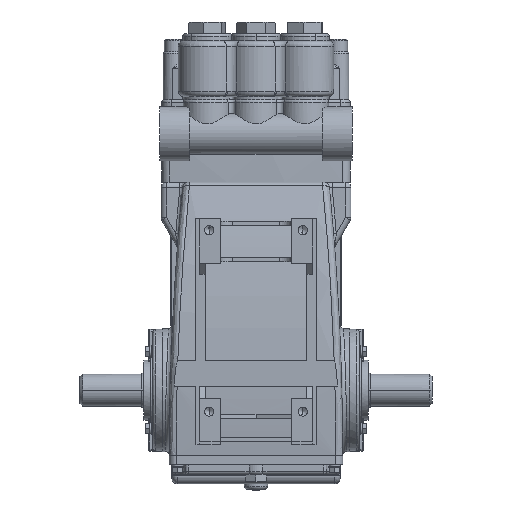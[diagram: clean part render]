
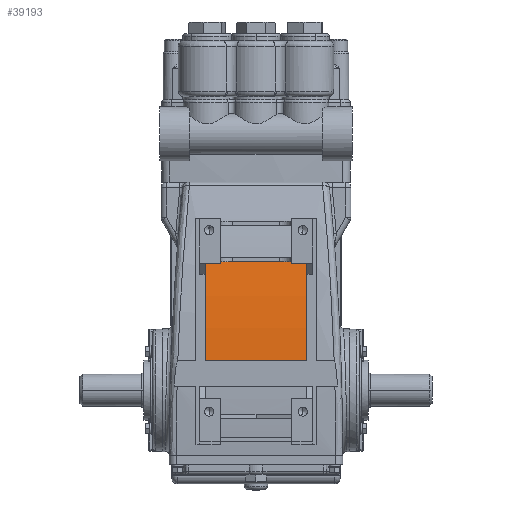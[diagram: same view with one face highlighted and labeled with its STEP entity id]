
A CAD part, front view. The second image highlights one B-rep face of the part: STEP entity #39193.
In plain terms, the highlighted cylindrical face has radius 634.291 mm (diameter 1268.58 mm), a partial arc.
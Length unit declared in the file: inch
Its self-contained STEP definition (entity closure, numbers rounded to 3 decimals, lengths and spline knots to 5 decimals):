
#1024 = VERTEX_POINT ( 'NONE', #11055 ) ;
#3954 = ORIENTED_EDGE ( 'NONE', *, *, #71504, .F. ) ;
#5301 = ORIENTED_EDGE ( 'NONE', *, *, #42542, .F. ) ;
#7326 = CARTESIAN_POINT ( 'NONE',  ( 1.38175, -1.8164, 4.68 ) ) ;
#8570 = CIRCLE ( 'NONE', #45808, 24.97208 ) ;
#9250 = CARTESIAN_POINT ( 'NONE',  ( 1.38175, -2.22423, 1.08774 ) ) ;
#11055 = CARTESIAN_POINT ( 'NONE',  ( -1.80725, -1.80696, 4.73 ) ) ;
#11301 = EDGE_CURVE ( 'NONE', #1024, #68570, #74315, .T. ) ;
#11632 = CARTESIAN_POINT ( 'NONE',  ( 0.82075, 22.72727, 0.07423 ) ) ;
#11751 = ORIENTED_EDGE ( 'NONE', *, *, #30053, .F. ) ;
#11872 = CARTESIAN_POINT ( 'NONE',  ( 2.70025, -1.8164, 4.68 ) ) ;
#12554 = EDGE_CURVE ( 'NONE', #68179, #1024, #8570, .T. ) ;
#14668 = DIRECTION ( 'NONE',  ( -1., 0., 0. ) ) ;
#18228 = DIRECTION ( 'NONE',  ( 0., 0., 1. ) ) ;
#18370 = VERTEX_POINT ( 'NONE', #51068 ) ;
#19566 = CARTESIAN_POINT ( 'NONE',  ( -1.80725, 22.72727, 0.07423 ) ) ;
#20912 = LINE ( 'NONE', #11872, #55503 ) ;
#21475 = CIRCLE ( 'NONE', #39945, 24.97208 ) ;
#22328 = VECTOR ( 'NONE', #24392, 39.37008 ) ;
#22397 = CIRCLE ( 'NONE', #42676, 24.97208 ) ;
#23816 = DIRECTION ( 'NONE',  ( 1., 0., 0. ) ) ;
#23882 = CARTESIAN_POINT ( 'NONE',  ( 2.70025, -2.22423, 1.08774 ) ) ;
#24392 = DIRECTION ( 'NONE',  ( 1., 0., 0. ) ) ;
#26096 = DIRECTION ( 'NONE',  ( 0., 0., -1. ) ) ;
#28957 = CYLINDRICAL_SURFACE ( 'NONE', #66930, 24.97208 ) ;
#30053 = EDGE_CURVE ( 'NONE', #37813, #50889, #22397, .T. ) ;
#30086 = CARTESIAN_POINT ( 'NONE',  ( 2.70025, -1.8164, 4.68 ) ) ;
#30968 = LINE ( 'NONE', #30086, #80868 ) ;
#34875 = EDGE_LOOP ( 'NONE', ( #5301, #62956, #11751, #67125, #3954, #69052, #54539, #37779 ) ) ;
#35372 = DIRECTION ( 'NONE',  ( 1., 0., 0. ) ) ;
#37779 = ORIENTED_EDGE ( 'NONE', *, *, #44331, .F. ) ;
#37813 = VERTEX_POINT ( 'NONE', #7326 ) ;
#38703 = DIRECTION ( 'NONE',  ( -1., 0., 0. ) ) ;
#39193 = ADVANCED_FACE ( 'NONE', ( #54425 ), #28957, .T. ) ;
#39945 = AXIS2_PLACEMENT_3D ( 'NONE', #53684, #14668, #60281 ) ;
#40681 = VECTOR ( 'NONE', #69465, 39.37008 ) ;
#42542 = EDGE_CURVE ( 'NONE', #80613, #47365, #21475, .T. ) ;
#42676 = AXIS2_PLACEMENT_3D ( 'NONE', #74419, #35372, #80913 ) ;
#44331 = EDGE_CURVE ( 'NONE', #47365, #68179, #20912, .T. ) ;
#45808 = AXIS2_PLACEMENT_3D ( 'NONE', #19566, #65119, #26096 ) ;
#47365 = VERTEX_POINT ( 'NONE', #58938 ) ;
#50383 = EDGE_CURVE ( 'NONE', #80613, #50889, #75320, .T. ) ;
#50889 = VERTEX_POINT ( 'NONE', #9250 ) ;
#51068 = CARTESIAN_POINT ( 'NONE',  ( 0.82075, -1.8164, 4.68 ) ) ;
#51231 = CARTESIAN_POINT ( 'NONE',  ( 2.70025, 22.72727, 0.07423 ) ) ;
#53684 = CARTESIAN_POINT ( 'NONE',  ( -2.36825, 22.72727, 0.07423 ) ) ;
#54425 = FACE_OUTER_BOUND ( 'NONE', #34875, .T. ) ;
#54539 = ORIENTED_EDGE ( 'NONE', *, *, #12554, .F. ) ;
#55503 = VECTOR ( 'NONE', #57491, 39.37008 ) ;
#57241 = DIRECTION ( 'NONE',  ( 1., 0., 0. ) ) ;
#57491 = DIRECTION ( 'NONE',  ( 1., 0., 0. ) ) ;
#58938 = CARTESIAN_POINT ( 'NONE',  ( -2.36825, -1.8164, 4.68 ) ) ;
#60281 = DIRECTION ( 'NONE',  ( 0., 0., -1. ) ) ;
#62956 = ORIENTED_EDGE ( 'NONE', *, *, #50383, .T. ) ;
#63427 = CARTESIAN_POINT ( 'NONE',  ( 0.82075, -1.80696, 4.73 ) ) ;
#63460 = CARTESIAN_POINT ( 'NONE',  ( 2.70025, -1.80696, 4.73 ) ) ;
#64919 = DIRECTION ( 'NONE',  ( 0., 0., 1. ) ) ;
#65119 = DIRECTION ( 'NONE',  ( -1., 0., 0. ) ) ;
#66930 = AXIS2_PLACEMENT_3D ( 'NONE', #51231, #38703, #64919 ) ;
#67125 = ORIENTED_EDGE ( 'NONE', *, *, #70250, .F. ) ;
#68179 = VERTEX_POINT ( 'NONE', #84241 ) ;
#68570 = VERTEX_POINT ( 'NONE', #63427 ) ;
#69052 = ORIENTED_EDGE ( 'NONE', *, *, #11301, .F. ) ;
#69465 = DIRECTION ( 'NONE',  ( 1., 0., 0. ) ) ;
#70250 = EDGE_CURVE ( 'NONE', #18370, #37813, #30968, .T. ) ;
#71504 = EDGE_CURVE ( 'NONE', #68570, #18370, #77392, .T. ) ;
#71893 = CARTESIAN_POINT ( 'NONE',  ( -2.36825, -2.22423, 1.08774 ) ) ;
#74315 = LINE ( 'NONE', #63460, #22328 ) ;
#74419 = CARTESIAN_POINT ( 'NONE',  ( 1.38175, 22.72727, 0.07423 ) ) ;
#75320 = LINE ( 'NONE', #23882, #40681 ) ;
#77392 = CIRCLE ( 'NONE', #81089, 24.97208 ) ;
#80613 = VERTEX_POINT ( 'NONE', #71893 ) ;
#80868 = VECTOR ( 'NONE', #23816, 39.37008 ) ;
#80913 = DIRECTION ( 'NONE',  ( 0., 0., 1. ) ) ;
#81089 = AXIS2_PLACEMENT_3D ( 'NONE', #11632, #57241, #18228 ) ;
#84241 = CARTESIAN_POINT ( 'NONE',  ( -1.80725, -1.8164, 4.68 ) ) ;
